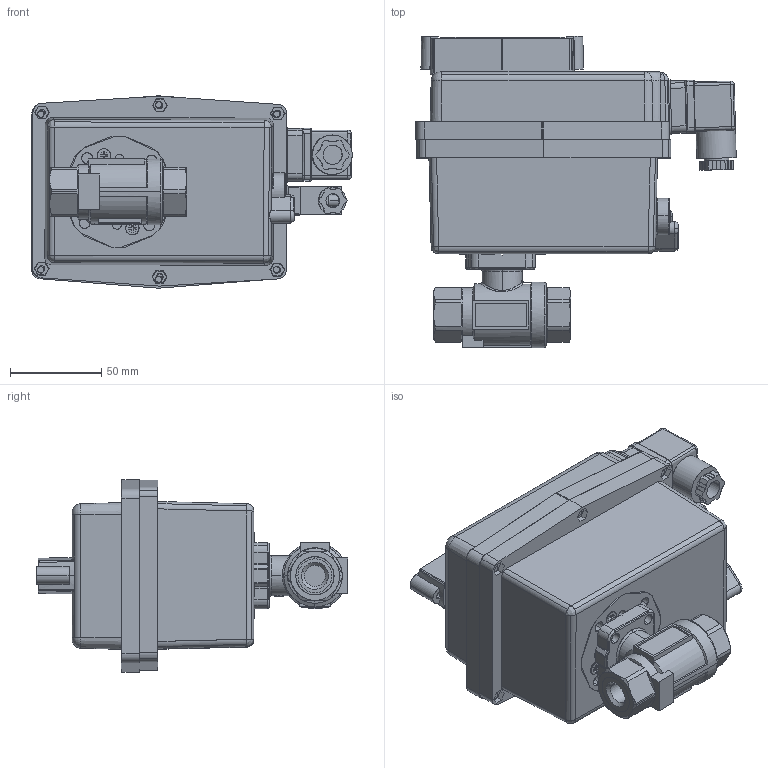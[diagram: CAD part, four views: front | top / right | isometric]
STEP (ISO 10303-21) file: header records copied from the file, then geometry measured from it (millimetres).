
FILE_DESCRIPTION (( 'STEP AP214' ), '1' );
FILE_NAME ('EK02_DN08_LH10.STEP', '2022-01-21T12:40:02', ( '' ), ( '' ), 'SwSTEP 2.0', 'SolidWorks 2021', '' );
FILE_SCHEMA (( 'AUTOMOTIVE_DESIGN' ));
Length unit declared in the file: metre
Products named in the file (1): EK02_DN08_LH10
Bounding box: 175.46 x 170.67 x 105.32 mm (x, y, z)
Surface area: 101619.7 mm2 (no closed solid volume)
Topology: 0 solids, 880 shells, 975 faces, 4983 edges, 4875 vertices
Faces by surface type: plane 427, cylinder 354, bspline 112, cone 76, torus 6
Entity records: 79454 total; most frequent: CARTESIAN_POINT 32293, DIRECTION 6764, ORIENTED_EDGE 5116, EDGE_CURVE 4972, VERTEX_POINT 4875, VECTOR 2914, LINE 2914, AXIS2_PLACEMENT_3D 1925
